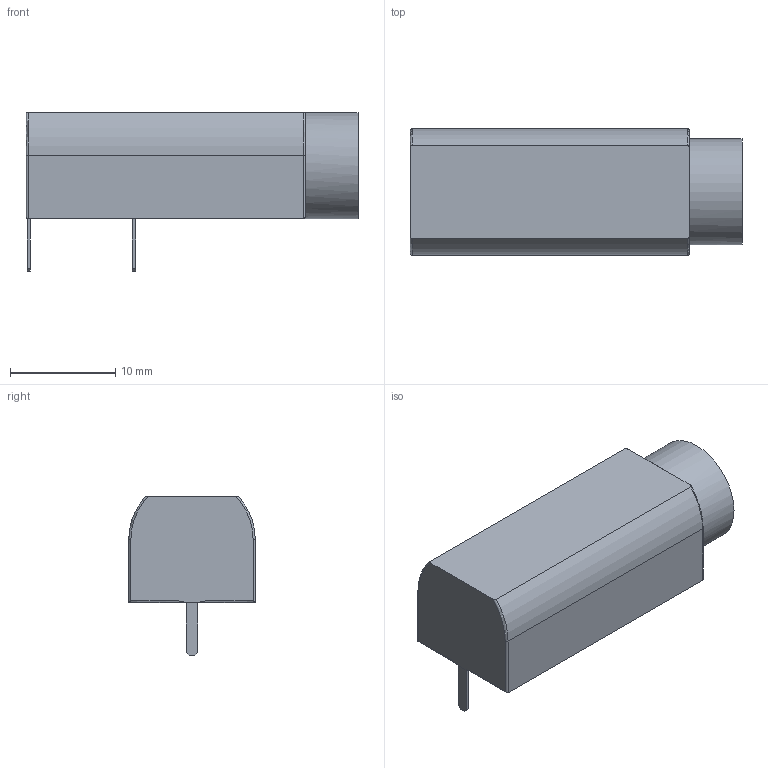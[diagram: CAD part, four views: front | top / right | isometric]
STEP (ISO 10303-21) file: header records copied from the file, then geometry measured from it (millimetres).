
FILE_DESCRIPTION(/* description */ ('model of Fuseholder_Cylinder-5x20mm_Schurter_FAB_0031-355x_Horizontal_Closed'),/* implementation_level */ '2;1');
FILE_NAME(/* name */ 'Fuseholder_Cylinder-5x20mm_Schurter_FAB_0031-355x_Horizontal_Closed.step',/* time_stamp */ '2019-01-12T13:27:19',/* author */ ('kicad StepUp','ksu'),/* organization */ ('FreeCAD'),/* preprocessor_version */ 'OCC',/* originating_system */ 'kicad StepUp',/* authorisation */ '');
FILE_SCHEMA(('AUTOMOTIVE_DESIGN { 1 0 10303 214 1 1 1 1 }'));
Length unit declared in the file: millimetre
Products named in the file (1): A_Schurter_FAB_0031_355x
Bounding box: 31.5 x 12 x 15.06 mm (x, y, z)
Volume: 3448.6 mm3; surface area: 1662.7 mm2
Topology: 1 solids, 1 shells, 49 faces, 116 edges, 73 vertices
Faces by surface type: plane 31, cylinder 14, torus 4
Full cylindrical faces by diameter (mm): 8.46 x1, 9.26 x1, 10.06 x1
Entity records: 1068 total; most frequent: CARTESIAN_POINT 228, ORIENTED_EDGE 177, EDGE_CURVE 116, VERTEX_POINT 73, LINE 71, AXIS2_PLACEMENT_3D 57, FACE_BOUND 53, EDGE_LOOP 53
